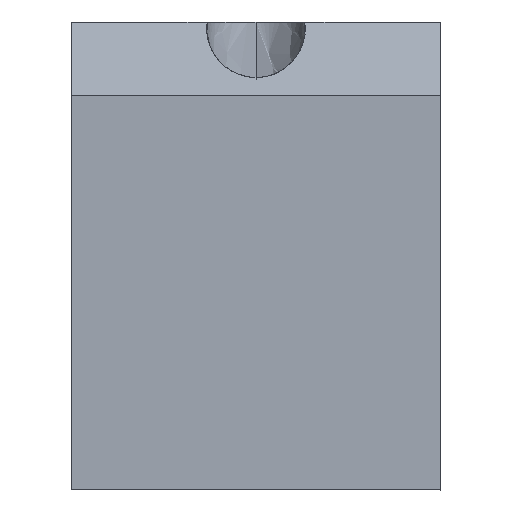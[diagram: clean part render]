
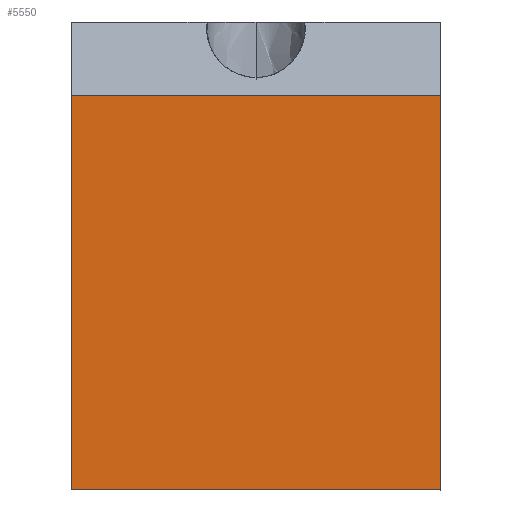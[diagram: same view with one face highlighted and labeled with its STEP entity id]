
A CAD part, front view. The second image highlights one B-rep face of the part: STEP entity #5550.
In plain terms, the highlighted free-form (B-spline) face has degree [1, 1] with [2, 2] control points.
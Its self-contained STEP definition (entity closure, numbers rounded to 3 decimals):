
#5200 = CARTESIAN_POINT ('', (0., 0., 32.));
#5210 = VERTEX_POINT ('', #5200);
#5220 = CARTESIAN_POINT ('', (0., 0., 0.));
#5230 = VERTEX_POINT ('', #5220);
#5240 = CARTESIAN_POINT ('', (0., 0., 32.));
#5250 = CARTESIAN_POINT ('', (0., 0., 0.));
#5260 = B_SPLINE_CURVE_WITH_KNOTS ('', 1, (#5240, #5250), .UNSPECIFIED., .F., .U., (2, 2), (0., 1.), .UNSPECIFIED.);
#5270 = EDGE_CURVE ('', #5210, #5230, #5260, .T.);
#5280 = ORIENTED_EDGE ('', *, *, #5270, .T.);
#5290 = CARTESIAN_POINT ('', (30., 0., 0.));
#5300 = VERTEX_POINT ('', #5290);
#5310 = CARTESIAN_POINT ('', (0., 0., 0.));
#5320 = CARTESIAN_POINT ('', (30., 0., 0.));
#5330 = B_SPLINE_CURVE_WITH_KNOTS ('', 1, (#5310, #5320), .UNSPECIFIED., .F., .U., (2, 2), (0., 1.), .UNSPECIFIED.);
#5340 = EDGE_CURVE ('', #5230, #5300, #5330, .T.);
#5350 = ORIENTED_EDGE ('', *, *, #5340, .T.);
#5360 = CARTESIAN_POINT ('', (30., 0., 32.));
#5370 = VERTEX_POINT ('', #5360);
#5380 = CARTESIAN_POINT ('', (30., 0., 0.));
#5390 = CARTESIAN_POINT ('', (30., 0., 32.));
#5400 = B_SPLINE_CURVE_WITH_KNOTS ('', 1, (#5380, #5390), .UNSPECIFIED., .F., .U., (2, 2), (0., 1.), .UNSPECIFIED.);
#5410 = EDGE_CURVE ('', #5300, #5370, #5400, .T.);
#5420 = ORIENTED_EDGE ('', *, *, #5410, .T.);
#5430 = CARTESIAN_POINT ('', (30., 0., 32.));
#5440 = CARTESIAN_POINT ('', (0., 0., 32.));
#5450 = B_SPLINE_CURVE_WITH_KNOTS ('', 1, (#5430, #5440), .UNSPECIFIED., .F., .U., (2, 2), (0., 1.), .UNSPECIFIED.);
#5460 = EDGE_CURVE ('', #5370, #5210, #5450, .T.);
#5470 = ORIENTED_EDGE ('', *, *, #5460, .T.);
#5480 = EDGE_LOOP ('', (#5280, #5350, #5420, #5470));
#5490 = FACE_OUTER_BOUND ('', #5480, .T.);
#5500 = CARTESIAN_POINT ('', (0., 0., 32.));
#5510 = CARTESIAN_POINT ('', (30., 0., 32.));
#5520 = CARTESIAN_POINT ('', (0., 0., 0.));
#5530 = CARTESIAN_POINT ('', (30., 0., 0.));
#5540 = B_SPLINE_SURFACE_WITH_KNOTS ('', 1, 1, ((#5500, #5510), (#5520, #5530)), .UNSPECIFIED., .F., .F., .U., (2, 2), (2, 2), (0., 1.), (0., 1.), .UNSPECIFIED.);
#5550 = ADVANCED_FACE ('', (#5490), #5540, .T.);
